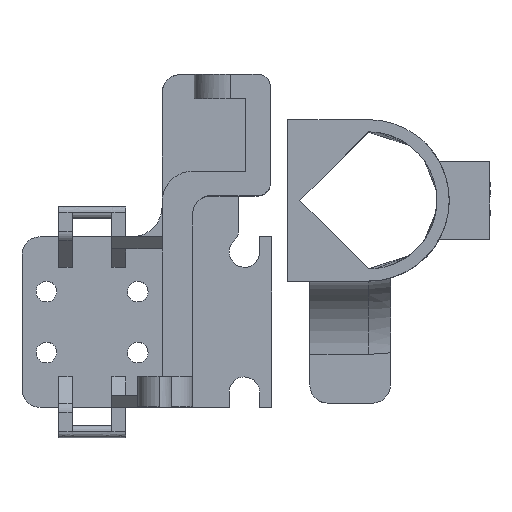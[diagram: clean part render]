
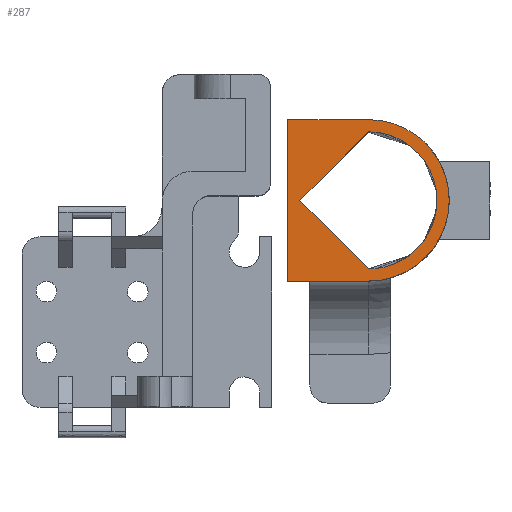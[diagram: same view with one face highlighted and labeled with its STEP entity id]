
A CAD part, top view. The second image highlights one B-rep face of the part: STEP entity #287.
In plain terms, the highlighted planar face has unit normal (0, 0, 1).
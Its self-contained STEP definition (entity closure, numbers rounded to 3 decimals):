
#48=FACE_BOUND('',#848,.T.);
#287=ADVANCED_FACE('',(#552,#48),#4505,.T.);
#552=FACE_OUTER_BOUND('',#847,.T.);
#847=EDGE_LOOP('',(#2136,#2137,#2138,#2139,#2140));
#848=EDGE_LOOP('',(#2141,#2142,#2143));
#2136=ORIENTED_EDGE('',*,*,#3033,.F.);
#2137=ORIENTED_EDGE('',*,*,#3012,.T.);
#2138=ORIENTED_EDGE('',*,*,#3032,.T.);
#2139=ORIENTED_EDGE('',*,*,#3004,.T.);
#2140=ORIENTED_EDGE('',*,*,#3007,.T.);
#2141=ORIENTED_EDGE('',*,*,#2953,.T.);
#2142=ORIENTED_EDGE('',*,*,#2954,.T.);
#2143=ORIENTED_EDGE('',*,*,#2957,.T.);
#2953=EDGE_CURVE('',#4275,#4276,#3795,.T.);
#2954=EDGE_CURVE('',#4276,#4274,#3796,.T.);
#2957=EDGE_CURVE('',#4274,#4275,#3281,.T.);
#3004=EDGE_CURVE('',#4292,#4305,#3305,.T.);
#3007=EDGE_CURVE('',#4305,#4296,#3824,.T.);
#3012=EDGE_CURVE('',#4295,#4306,#3825,.T.);
#3032=EDGE_CURVE('',#4306,#4292,#3328,.T.);
#3033=EDGE_CURVE('',#4295,#4296,#3827,.T.);
#3281=(
BOUNDED_CURVE()
B_SPLINE_CURVE(2,(#8168,#8169,#8170,#8171,#8172),.UNSPECIFIED.,.F.,.F.)
B_SPLINE_CURVE_WITH_KNOTS((3,2,3),(-53.014,-35.343,
-17.671),.UNSPECIFIED.)
CURVE()
GEOMETRIC_REPRESENTATION_ITEM()
RATIONAL_B_SPLINE_CURVE((1.,0.707,1.,0.707,1.))
REPRESENTATION_ITEM('')
);
#3305=(
BOUNDED_CURVE()
B_SPLINE_CURVE(2,(#8666,#8667,#8668),.UNSPECIFIED.,.F.,.F.)
B_SPLINE_CURVE_WITH_KNOTS((3,3),(53.892,62.439),
 .UNSPECIFIED.)
CURVE()
GEOMETRIC_REPRESENTATION_ITEM()
RATIONAL_B_SPLINE_CURVE((1.,0.95,1.))
REPRESENTATION_ITEM('')
);
#3328=(
BOUNDED_CURVE()
B_SPLINE_CURVE(2,(#8800,#8801,#8802,#8803,#8804,#8805,#8806),
 .UNSPECIFIED.,.F.,.F.)
B_SPLINE_CURVE_WITH_KNOTS((3,2,2,3),(104.065,118.029,131.044,
136.461),.UNSPECIFIED.)
CURVE()
GEOMETRIC_REPRESENTATION_ITEM()
RATIONAL_B_SPLINE_CURVE((1.,0.803,0.871,0.762,
0.871,0.912,1.))
REPRESENTATION_ITEM('')
);
#3795=B_SPLINE_CURVE_WITH_KNOTS('',1,(#8160,#8161),.UNSPECIFIED.,.F.,.F.,
(2,2),(0.,15.91),.UNSPECIFIED.);
#3796=B_SPLINE_CURVE_WITH_KNOTS('',1,(#8162,#8163),.UNSPECIFIED.,.F.,.F.,
(2,2),(15.91,31.82),.UNSPECIFIED.);
#3824=B_SPLINE_CURVE_WITH_KNOTS('',1,(#8721,#8722),.UNSPECIFIED.,.F.,.F.,
(2,2),(31.988,45.238),.UNSPECIFIED.);
#3825=B_SPLINE_CURVE_WITH_KNOTS('',1,(#8743,#8744),.UNSPECIFIED.,.F.,.F.,
(2,2),(59.,72.25),.UNSPECIFIED.);
#3827=B_SPLINE_CURVE_WITH_KNOTS('',1,(#8807,#8808,#8809,#8810),
 .UNSPECIFIED.,.F.,.F.,(2,1,1,2),(0.,13.25,13.25,
26.5),.UNSPECIFIED.);
#4274=VERTEX_POINT('',#7955);
#4275=VERTEX_POINT('',#7956);
#4276=VERTEX_POINT('',#7957);
#4292=VERTEX_POINT('',#7973);
#4295=VERTEX_POINT('',#7976);
#4296=VERTEX_POINT('',#7977);
#4305=VERTEX_POINT('',#7986);
#4306=VERTEX_POINT('',#7987);
#4505=PLANE('',#4779);
#4779=AXIS2_PLACEMENT_3D('',#7384,#4930,$);
#4930=DIRECTION('',(0.,0.,1.));
#7384=CARTESIAN_POINT('',(-173.526,-57.615,23.));
#7955=CARTESIAN_POINT('',(-193.576,-62.928,23.));
#7956=CARTESIAN_POINT('',(-193.576,-85.428,23.));
#7957=CARTESIAN_POINT('',(-204.826,-74.178,23.));
#7973=CARTESIAN_POINT('',(-185.688,-63.531,23.));
#7976=CARTESIAN_POINT('',(-206.826,-87.428,23.));
#7977=CARTESIAN_POINT('',(-206.826,-60.928,23.));
#7986=CARTESIAN_POINT('',(-193.576,-60.928,23.));
#7987=CARTESIAN_POINT('',(-193.576,-87.428,23.));
#8160=CARTESIAN_POINT('',(-193.576,-85.428,23.));
#8161=CARTESIAN_POINT('',(-204.826,-74.178,23.));
#8162=CARTESIAN_POINT('',(-204.826,-74.178,23.));
#8163=CARTESIAN_POINT('',(-193.576,-62.928,23.));
#8168=CARTESIAN_POINT('',(-193.576,-62.928,23.));
#8169=CARTESIAN_POINT('',(-182.326,-62.928,23.));
#8170=CARTESIAN_POINT('',(-182.326,-74.178,23.));
#8171=CARTESIAN_POINT('',(-182.326,-85.428,23.));
#8172=CARTESIAN_POINT('',(-193.576,-85.428,23.));
#8666=CARTESIAN_POINT('',(-185.688,-63.531,23.));
#8667=CARTESIAN_POINT('',(-189.202,-60.928,23.));
#8668=CARTESIAN_POINT('',(-193.576,-60.928,23.));
#8721=CARTESIAN_POINT('',(-193.576,-60.928,23.));
#8722=CARTESIAN_POINT('',(-206.826,-60.928,23.));
#8743=CARTESIAN_POINT('',(-206.826,-87.428,23.));
#8744=CARTESIAN_POINT('',(-193.576,-87.428,23.));
#8800=CARTESIAN_POINT('',(-193.576,-87.428,23.));
#8801=CARTESIAN_POINT('',(-185.753,-87.428,23.));
#8802=CARTESIAN_POINT('',(-181.974,-80.578,23.));
#8803=CARTESIAN_POINT('',(-178.444,-74.178,23.));
#8804=CARTESIAN_POINT('',(-181.974,-67.778,23.));
#8805=CARTESIAN_POINT('',(-183.369,-65.25,23.));
#8806=CARTESIAN_POINT('',(-185.688,-63.531,23.));
#8807=CARTESIAN_POINT('',(-206.826,-87.428,23.));
#8808=CARTESIAN_POINT('',(-206.826,-74.178,23.));
#8809=CARTESIAN_POINT('',(-206.826,-74.178,23.));
#8810=CARTESIAN_POINT('',(-206.826,-60.928,23.));
